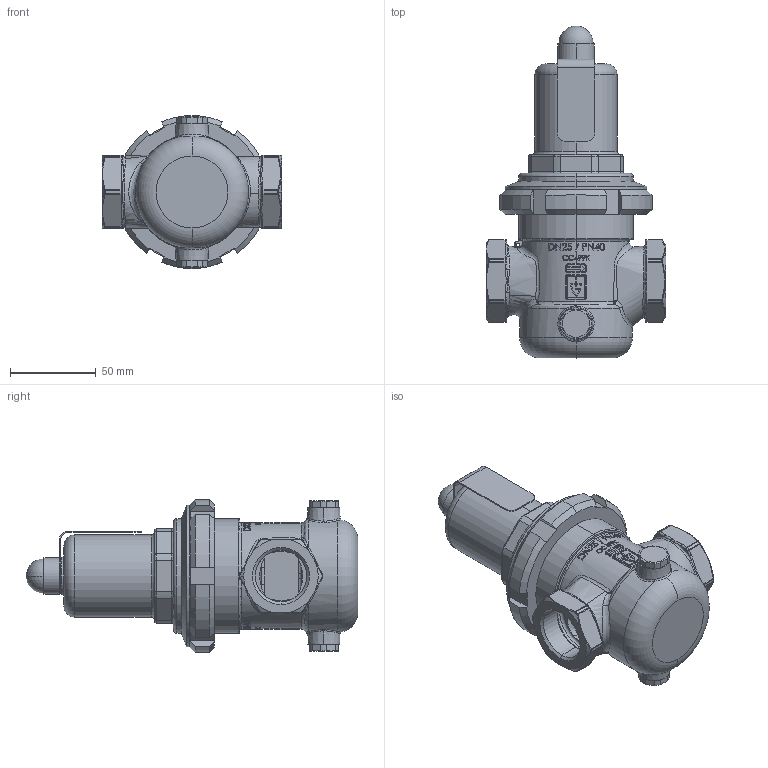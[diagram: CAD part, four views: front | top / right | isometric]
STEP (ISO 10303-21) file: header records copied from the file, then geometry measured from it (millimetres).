
FILE_DESCRIPTION (( 'STEP AP214' ), '1' );
FILE_NAME ('681mGFO-LP-25-f+f-25+25.STEP', '2016-04-12T09:57:54', ( '' ), ( '' ), 'SwSTEP 2.0', 'SolidWorks 2016', '' );
FILE_SCHEMA (( 'AUTOMOTIVE_DESIGN' ));
Length unit declared in the file: millimetre
Products named in the file (1): 681mGFO-LP-25-f+f-25+25
Bounding box: 105 x 194.1 x 89.5 mm (x, y, z)
Volume: 224072.3 mm3; surface area: 120332.8 mm2
Topology: 10 solids, 10 shells, 1421 faces, 3534 edges, 2185 vertices
Faces by surface type: plane 446, cylinder 358, bspline 341, torus 141, cone 103, sphere 32
Entity records: 76616 total; most frequent: CARTESIAN_POINT 29420, ORIENTED_EDGE 7034, DIRECTION 5971, EDGE_CURVE 3517, AXIS2_PLACEMENT_3D 2329, VERTEX_POINT 2182, EDGE_LOOP 1511, UNCERTAINTY_MEASURE_WITH_UNIT 1433
